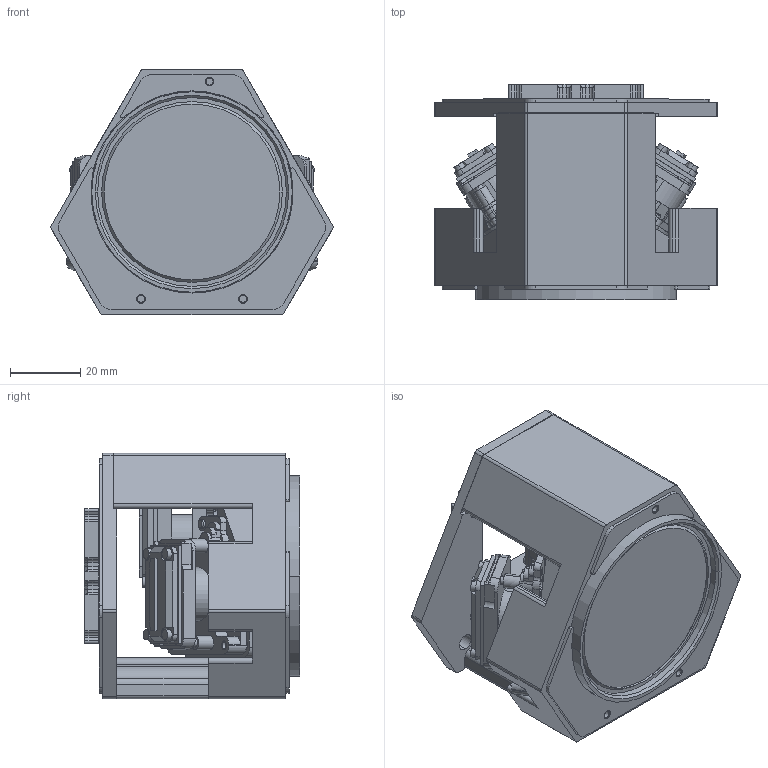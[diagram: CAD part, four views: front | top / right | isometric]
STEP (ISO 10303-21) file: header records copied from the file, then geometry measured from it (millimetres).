
FILE_DESCRIPTION(/* description */ ('VariCAD 2015-3.01 AP-214'),/* implementation_level */ '2;1');
FILE_NAME(/* name */ '0393-07-01.stp',/* time_stamp */ '2015-12-16T20:58:45-07:00',/* author */ (''),/* organization */ (''),/* preprocessor_version */ 'ST-DEVELOPER v14',/* originating_system */ 'VariCAD 2015-3.01; kernel version (20130303)',/* authorisation */ '');
FILE_SCHEMA (('AUTOMOTIVE_DESIGN'));
Products named in the file (38): 0393-07-01; 0353-19-64; 0353-98-08; 0353-98-02; 0353-70-72; 0353-70-55; 0353-19-99-18; 0353-98-10; 0393-26-10; 0353-26-01; 0353-26-02
Assembly tree (37 placements, depth 2):
  0393-07-01
    0353-19-64
    0353-19-64
    0353-98-08
    0353-98-08
    0353-98-08
    0353-98-08
    0353-98-02
    0353-98-02
    0353-98-02
    0353-98-08
    0353-98-08
    0353-70-72
    (unnamed)
    0353-70-55
    0353-19-99-18
    0353-98-10
    0353-98-08
    0353-98-08
    0353-98-10
    0353-98-08
    0353-70-55
    0353-19-99-18
    0353-98-10
    0353-98-08
    0353-98-10
    0353-98-08
    0353-70-55
    0353-19-99-18
    0353-98-10
    0353-98-08
    0353-98-10
    0353-98-08
    0393-26-10
    0353-26-01
    0353-26-02
    0353-26-02
    0353-19-64
Bounding box: 80.29 x 61.35 x 69.8 mm (x, y, z)
Volume: 144492.6 mm3; surface area: 94527.9 mm2
Topology: 37 solids, 37 shells, 2697 faces, 6527 edges, 4016 vertices
Faces by surface type: plane 1053, cylinder 1037, cone 575, torus 26, sphere 6
Entity records: 86480 total; most frequent: CARTESIAN_POINT 16212, DIRECTION 14362, ORIENTED_EDGE 12966, EDGE_CURVE 6483, AXIS2_PLACEMENT_3D 5499, VERTEX_POINT 4016, LINE 3364, VECTOR 3364
